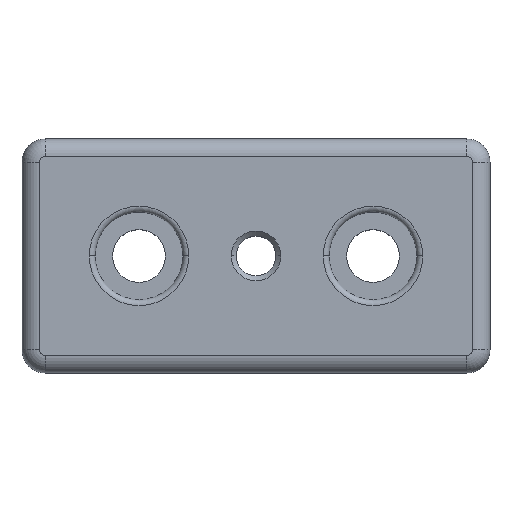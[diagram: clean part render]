
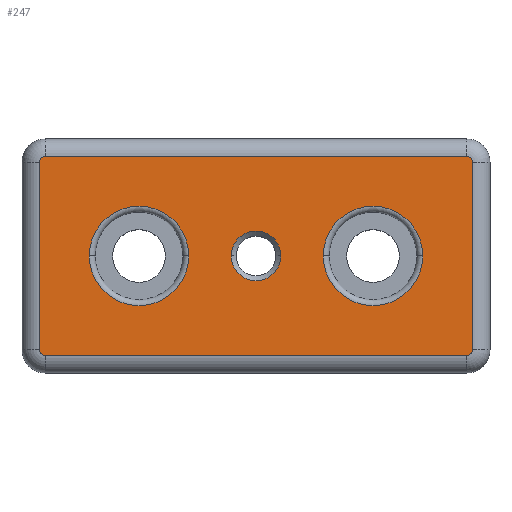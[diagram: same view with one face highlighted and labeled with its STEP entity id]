
A CAD part, top view. The second image highlights one B-rep face of the part: STEP entity #247.
In plain terms, the highlighted planar face has unit normal (0, 0, 1).
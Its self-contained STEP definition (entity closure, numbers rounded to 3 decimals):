
#247=ADVANCED_FACE('NONE',(#676,#677,#678,#679),#680,.F.);
#676=FACE_OUTER_BOUND('',#1300,.T.);
#677=FACE_BOUND('',#1301,.T.);
#678=FACE_BOUND('',#1302,.T.);
#679=FACE_BOUND('',#1303,.T.);
#680=PLANE('',#1304);
#1300=EDGE_LOOP('',(#2315,#2316,#2317,#2318,#2319,#2320,#2321,#2322));
#1301=EDGE_LOOP('',(#2323,#2324));
#1302=EDGE_LOOP('',(#2325,#2326));
#1303=EDGE_LOOP('',(#2327,#2328));
#1304=AXIS2_PLACEMENT_3D('',#2329,#2330,#2331);
#2315=ORIENTED_EDGE('',*,*,#3912,.T.);
#2316=ORIENTED_EDGE('',*,*,#3913,.T.);
#2317=ORIENTED_EDGE('',*,*,#3914,.T.);
#2318=ORIENTED_EDGE('',*,*,#3915,.T.);
#2319=ORIENTED_EDGE('',*,*,#3916,.T.);
#2320=ORIENTED_EDGE('',*,*,#3917,.T.);
#2321=ORIENTED_EDGE('',*,*,#3918,.T.);
#2322=ORIENTED_EDGE('',*,*,#3919,.T.);
#2323=ORIENTED_EDGE('',*,*,#3865,.T.);
#2324=ORIENTED_EDGE('',*,*,#3920,.T.);
#2325=ORIENTED_EDGE('',*,*,#3883,.T.);
#2326=ORIENTED_EDGE('',*,*,#3921,.T.);
#2327=ORIENTED_EDGE('',*,*,#3878,.T.);
#2328=ORIENTED_EDGE('',*,*,#3922,.T.);
#2329=CARTESIAN_POINT('',(40.0,-20.0,16.0));
#2330=DIRECTION('',(0.0,0.0,-1.0));
#2331=DIRECTION('',(0.0,-1.0,0.0));
#3865=EDGE_CURVE('NONE',#4515,#4513,#4516,.T.);
#3878=EDGE_CURVE('NONE',#4536,#4534,#4537,.T.);
#3883=EDGE_CURVE('NONE',#4545,#4543,#4546,.T.);
#3912=EDGE_CURVE('NONE',#4587,#4588,#4589,.T.);
#3913=EDGE_CURVE('NONE',#4588,#4590,#4591,.T.);
#3914=EDGE_CURVE('NONE',#4590,#4592,#4593,.T.);
#3915=EDGE_CURVE('NONE',#4592,#4594,#4595,.T.);
#3916=EDGE_CURVE('NONE',#4594,#4596,#4597,.T.);
#3917=EDGE_CURVE('NONE',#4596,#4598,#4599,.T.);
#3918=EDGE_CURVE('NONE',#4598,#4600,#4601,.T.);
#3919=EDGE_CURVE('NONE',#4600,#4587,#4602,.T.);
#3920=EDGE_CURVE('NONE',#4513,#4515,#4603,.T.);
#3921=EDGE_CURVE('NONE',#4543,#4545,#4604,.T.);
#3922=EDGE_CURVE('NONE',#4534,#4536,#4605,.T.);
#4513=VERTEX_POINT('NONE',#5418);
#4515=VERTEX_POINT('NONE',#5421);
#4516=CIRCLE('',#5422,4.25);
#4534=VERTEX_POINT('NONE',#5445);
#4536=VERTEX_POINT('NONE',#5447);
#4537=CIRCLE('',#5448,8.5);
#4543=VERTEX_POINT('NONE',#5454);
#4545=VERTEX_POINT('NONE',#5456);
#4546=CIRCLE('',#5457,8.5);
#4587=VERTEX_POINT('NONE',#5506);
#4588=VERTEX_POINT('NONE',#5507);
#4589=CIRCLE('',#5508,1.0);
#4590=VERTEX_POINT('NONE',#5509);
#4591=LINE('',#5510,#5511);
#4592=VERTEX_POINT('NONE',#5512);
#4593=CIRCLE('',#5513,1.0);
#4594=VERTEX_POINT('NONE',#5514);
#4595=LINE('',#5515,#5516);
#4596=VERTEX_POINT('NONE',#5517);
#4597=CIRCLE('',#5518,1.0);
#4598=VERTEX_POINT('NONE',#5519);
#4599=LINE('',#5520,#5521);
#4600=VERTEX_POINT('NONE',#5522);
#4601=CIRCLE('',#5523,1.0);
#4602=LINE('',#5524,#5525);
#4603=CIRCLE('',#5526,4.25);
#4604=CIRCLE('',#5527,8.5);
#4605=CIRCLE('',#5528,8.5);
#5418=CARTESIAN_POINT('',(-4.25,0.,16.0));
#5421=CARTESIAN_POINT('',(4.25,0.0,16.0));
#5422=AXIS2_PLACEMENT_3D('',#7062,#7063,#7064);
#5445=CARTESIAN_POINT('',(28.5,0.,16.0));
#5447=CARTESIAN_POINT('',(11.5,0.0,16.0));
#5448=AXIS2_PLACEMENT_3D('',#7082,#7083,#7084);
#5454=CARTESIAN_POINT('',(-11.5,0.,16.0));
#5456=CARTESIAN_POINT('',(-28.5,0.0,16.0));
#5457=AXIS2_PLACEMENT_3D('',#7094,#7095,#7096);
#5506=CARTESIAN_POINT('',(36.0,-17.0,16.0));
#5507=CARTESIAN_POINT('',(37.0,-16.0,16.0));
#5508=AXIS2_PLACEMENT_3D('',#7144,#7145,#7146);
#5509=CARTESIAN_POINT('',(37.0,16.0,16.0));
#5510=CARTESIAN_POINT('',(37.0,-20.0,16.0));
#5511=VECTOR('',#7147,1000.0);
#5512=CARTESIAN_POINT('',(36.0,17.0,16.0));
#5513=AXIS2_PLACEMENT_3D('',#7148,#7149,#7150);
#5514=CARTESIAN_POINT('',(-36.0,17.0,16.0));
#5515=CARTESIAN_POINT('',(40.0,17.0,16.0));
#5516=VECTOR('',#7151,1000.0);
#5517=CARTESIAN_POINT('',(-37.0,16.0,16.0));
#5518=AXIS2_PLACEMENT_3D('',#7152,#7153,#7154);
#5519=CARTESIAN_POINT('',(-37.0,-16.0,16.0));
#5520=CARTESIAN_POINT('',(-37.0,-20.0,16.0));
#5521=VECTOR('',#7155,1000.0);
#5522=CARTESIAN_POINT('',(-36.0,-17.0,16.0));
#5523=AXIS2_PLACEMENT_3D('',#7156,#7157,#7158);
#5524=CARTESIAN_POINT('',(40.0,-17.0,16.0));
#5525=VECTOR('',#7159,1000.0);
#5526=AXIS2_PLACEMENT_3D('',#7160,#7161,#7162);
#5527=AXIS2_PLACEMENT_3D('',#7163,#7164,#7165);
#5528=AXIS2_PLACEMENT_3D('',#7166,#7167,#7168);
#7062=CARTESIAN_POINT('',(0.0,0.0,16.0));
#7063=DIRECTION('',(0.0,0.0,-1.0));
#7064=DIRECTION('',(-1.0,0.0,0.0));
#7082=CARTESIAN_POINT('',(20.0,0.0,16.0));
#7083=DIRECTION('',(0.0,0.0,-1.0));
#7084=DIRECTION('',(-1.0,0.0,0.0));
#7094=CARTESIAN_POINT('',(-20.0,0.0,16.0));
#7095=DIRECTION('',(0.0,0.0,-1.0));
#7096=DIRECTION('',(-1.0,0.0,0.0));
#7144=CARTESIAN_POINT('',(36.0,-16.0,16.0));
#7145=DIRECTION('',(0.0,0.0,1.0));
#7146=DIRECTION('',(-1.0,0.0,0.0));
#7147=DIRECTION('',(0.0,1.0,0.0));
#7148=CARTESIAN_POINT('',(36.0,16.0,16.0));
#7149=DIRECTION('',(0.0,0.0,1.0));
#7150=DIRECTION('',(-1.0,0.0,0.0));
#7151=DIRECTION('',(-1.0,0.0,0.0));
#7152=CARTESIAN_POINT('',(-36.0,16.0,16.0));
#7153=DIRECTION('',(0.0,0.0,1.0));
#7154=DIRECTION('',(-1.0,0.0,0.0));
#7155=DIRECTION('',(0.0,-1.0,0.0));
#7156=CARTESIAN_POINT('',(-36.0,-16.0,16.0));
#7157=DIRECTION('',(0.0,0.0,1.0));
#7158=DIRECTION('',(-1.0,0.0,0.0));
#7159=DIRECTION('',(1.0,-0.0,0.0));
#7160=CARTESIAN_POINT('',(0.0,0.0,16.0));
#7161=DIRECTION('',(0.0,0.0,-1.0));
#7162=DIRECTION('',(-1.0,0.0,0.0));
#7163=CARTESIAN_POINT('',(-20.0,0.0,16.0));
#7164=DIRECTION('',(0.0,0.0,-1.0));
#7165=DIRECTION('',(-1.0,0.0,0.0));
#7166=CARTESIAN_POINT('',(20.0,0.0,16.0));
#7167=DIRECTION('',(0.0,0.0,-1.0));
#7168=DIRECTION('',(-1.0,0.0,0.0));
